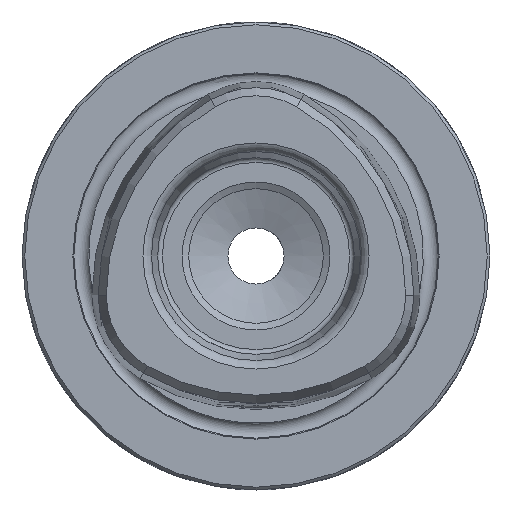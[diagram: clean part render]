
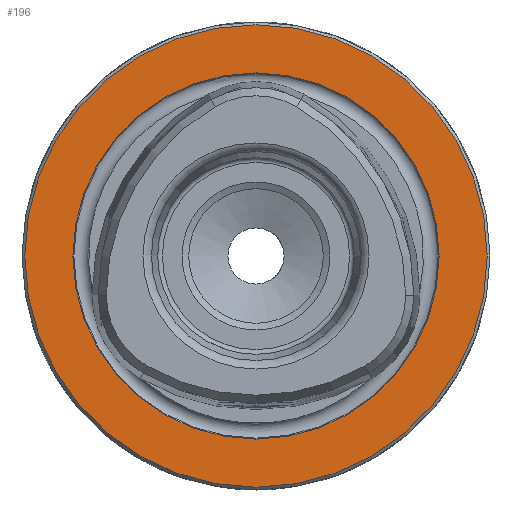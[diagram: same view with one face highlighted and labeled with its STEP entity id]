
A CAD part, left-side view. The second image highlights one B-rep face of the part: STEP entity #196.
In plain terms, the highlighted planar face has unit normal (-1, 0, 0).
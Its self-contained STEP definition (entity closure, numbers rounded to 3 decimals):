
#196 = ADVANCED_FACE( '', ( #466, #467 ), #468, .T. );
#466 = FACE_OUTER_BOUND( '', #813, .T. );
#467 = FACE_BOUND( '', #814, .T. );
#468 = PLANE( '', #815 );
#813 = EDGE_LOOP( '', ( #1314 ) );
#814 = EDGE_LOOP( '', ( #1315 ) );
#815 = AXIS2_PLACEMENT_3D( '', #1316, #1317, #1318 );
#1314 = ORIENTED_EDGE( '', *, *, #1909, .T. );
#1315 = ORIENTED_EDGE( '', *, *, #1812, .F. );
#1316 = CARTESIAN_POINT( '', ( 0., 0., 19.4 ) );
#1317 = DIRECTION( '', ( -1., 0., 0. ) );
#1318 = DIRECTION( '', ( 0., 0., 1. ) );
#1812 = EDGE_CURVE( '', #2130, #2130, #2131, .T. );
#1909 = EDGE_CURVE( '', #2279, #2279, #2280, .T. );
#2130 = VERTEX_POINT( '', #2745 );
#2131 = CIRCLE( '', #2746, 19.564 );
#2279 = VERTEX_POINT( '', #3255 );
#2280 = CIRCLE( '', #3256, 24.7 );
#2745 = CARTESIAN_POINT( '', ( 0., 0., 19.564 ) );
#2746 = AXIS2_PLACEMENT_3D( '', #3641, #3642, #3643 );
#3255 = CARTESIAN_POINT( '', ( 0., 0., 24.7 ) );
#3256 = AXIS2_PLACEMENT_3D( '', #3771, #3772, #3773 );
#3641 = CARTESIAN_POINT( '', ( 0., 0., 0. ) );
#3642 = DIRECTION( '', ( -1., 0., 0. ) );
#3643 = DIRECTION( '', ( 0., 0., 1. ) );
#3771 = CARTESIAN_POINT( '', ( 0., 0., 0. ) );
#3772 = DIRECTION( '', ( -1., 0., 0. ) );
#3773 = DIRECTION( '', ( 0., 0., 1. ) );
